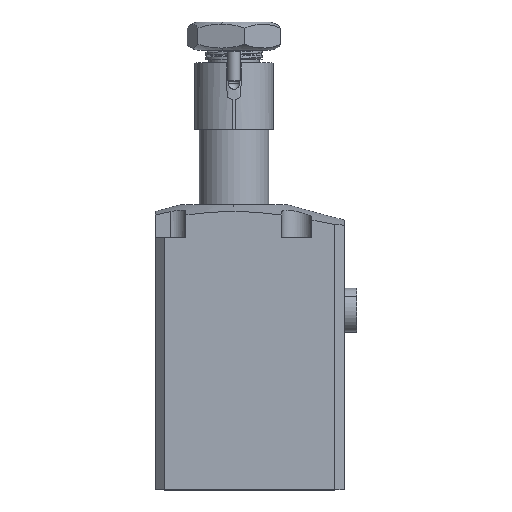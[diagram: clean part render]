
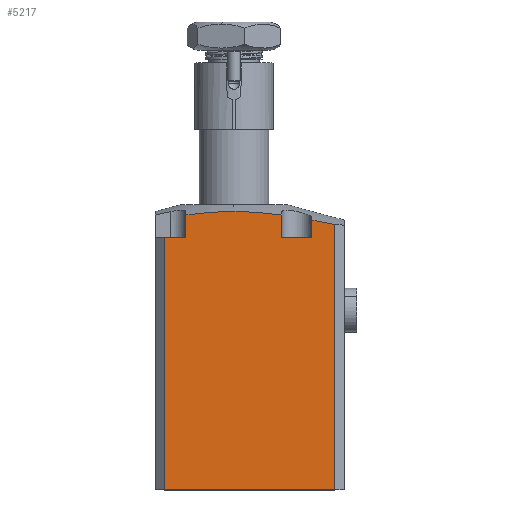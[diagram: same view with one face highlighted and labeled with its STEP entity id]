
A CAD part, top view. The second image highlights one B-rep face of the part: STEP entity #5217.
In plain terms, the highlighted planar face has unit normal (0, 0, 1).
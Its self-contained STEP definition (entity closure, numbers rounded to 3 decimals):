
#59 = EDGE_CURVE ( 'NONE', #1148, #5425, #6186, .T. ) ;
#132 = VECTOR ( 'NONE', #1674, 1000. ) ;
#137 = EDGE_CURVE ( 'NONE', #4006, #5425, #4353, .T. ) ;
#198 = CARTESIAN_POINT ( 'NONE',  ( 2.535, -63.979, 25. ) ) ;
#336 = VERTEX_POINT ( 'NONE', #5779 ) ;
#430 = CARTESIAN_POINT ( 'NONE',  ( -2.549, -63.979, 25. ) ) ;
#499 = EDGE_CURVE ( 'NONE', #2080, #6031, #4346, .T. ) ;
#684 = LINE ( 'NONE', #3641, #6074 ) ;
#708 = CARTESIAN_POINT ( 'NONE',  ( 0., -63.979, 25. ) ) ;
#727 = CARTESIAN_POINT ( 'NONE',  ( 12.71, -64.789, 25. ) ) ;
#729 = EDGE_LOOP ( 'NONE', ( #5005, #5474, #4076, #6034, #3352, #5795, #3949, #3011, #775, #3404, #3574 ) ) ;
#775 = ORIENTED_EDGE ( 'NONE', *, *, #137, .F. ) ;
#825 = EDGE_CURVE ( 'NONE', #2080, #336, #2436, .T. ) ;
#1057 = CARTESIAN_POINT ( 'NONE',  ( 32., -152.335, 25. ) ) ;
#1094 = EDGE_CURVE ( 'NONE', #4796, #1433, #5043, .T. ) ;
#1104 = VERTEX_POINT ( 'NONE', #2823 ) ;
#1133 = CARTESIAN_POINT ( 'NONE',  ( 32., -152.335, 25. ) ) ;
#1148 = VERTEX_POINT ( 'NONE', #4354 ) ;
#1149 = PLANE ( 'NONE',  #2003 ) ;
#1161 = CARTESIAN_POINT ( 'NONE',  ( -25., -72.335, 25. ) ) ;
#1222 = VECTOR ( 'NONE', #2640, 1000. ) ;
#1425 = CARTESIAN_POINT ( 'NONE',  ( 24.75, -152.335, 25. ) ) ;
#1433 = VERTEX_POINT ( 'NONE', #1133 ) ;
#1638 = CARTESIAN_POINT ( 'NONE',  ( 29.589, -67.652, 25. ) ) ;
#1670 = EDGE_CURVE ( 'NONE', #3793, #336, #2198, .T. ) ;
#1674 = DIRECTION ( 'NONE',  ( -1., 0., 0. ) ) ;
#1717 = EDGE_CURVE ( 'NONE', #4006, #5952, #684, .T. ) ;
#1968 = CARTESIAN_POINT ( 'NONE',  ( 0., -63.979, 25. ) ) ;
#2003 = AXIS2_PLACEMENT_3D ( 'NONE', #2167, #4162, #4137 ) ;
#2049 = CARTESIAN_POINT ( 'NONE',  ( -22., -72.335, 25. ) ) ;
#2080 = VERTEX_POINT ( 'NONE', #5270 ) ;
#2104 = CARTESIAN_POINT ( 'NONE',  ( -15.25, -152.335, 25. ) ) ;
#2167 = CARTESIAN_POINT ( 'NONE',  ( -25., -152.335, 25. ) ) ;
#2198 = LINE ( 'NONE', #5084, #3061 ) ;
#2211 = B_SPLINE_CURVE_WITH_KNOTS ( 'NONE', 3,
 ( #5144, #1638, #5168, #4074 ),
 .UNSPECIFIED., .F., .F.,
 ( 4, 4 ),
 ( 0.108, 0.115 ),
 .UNSPECIFIED. ) ;
#2436 = LINE ( 'NONE', #1161, #132 ) ;
#2440 = CARTESIAN_POINT ( 'NONE',  ( -15.25, -65.127, 25. ) ) ;
#2479 = CARTESIAN_POINT ( 'NONE',  ( -12.715, -64.773, 25. ) ) ;
#2508 = VECTOR ( 'NONE', #4860, 1000. ) ;
#2520 = CARTESIAN_POINT ( 'NONE',  ( -15.25, -65.127, 25. ) ) ;
#2640 = DIRECTION ( 'NONE',  ( 0., -1., 0. ) ) ;
#2823 = CARTESIAN_POINT ( 'NONE',  ( 32., -68.161, 25. ) ) ;
#3011 = ORIENTED_EDGE ( 'NONE', *, *, #59, .T. ) ;
#3043 = DIRECTION ( 'NONE',  ( 0., -1., 0. ) ) ;
#3054 = VECTOR ( 'NONE', #5641, 1000. ) ;
#3061 = VECTOR ( 'NONE', #3043, 1000. ) ;
#3064 = DIRECTION ( 'NONE',  ( -1., 0., 0. ) ) ;
#3114 = CARTESIAN_POINT ( 'NONE',  ( 15.25, -65.127, 25. ) ) ;
#3352 = ORIENTED_EDGE ( 'NONE', *, *, #825, .T. ) ;
#3397 = DIRECTION ( 'NONE',  ( 0., 1., 0. ) ) ;
#3404 = ORIENTED_EDGE ( 'NONE', *, *, #1717, .T. ) ;
#3574 = ORIENTED_EDGE ( 'NONE', *, *, #4529, .T. ) ;
#3641 = CARTESIAN_POINT ( 'NONE',  ( -25., -72.335, 25. ) ) ;
#3665 = CARTESIAN_POINT ( 'NONE',  ( 24.75, -66.707, 25. ) ) ;
#3708 = CARTESIAN_POINT ( 'NONE',  ( -15.25, -72.335, 25. ) ) ;
#3788 = CARTESIAN_POINT ( 'NONE',  ( 13.982, -64.95, 25. ) ) ;
#3793 = VERTEX_POINT ( 'NONE', #3114 ) ;
#3890 = FACE_OUTER_BOUND ( 'NONE', #729, .T. ) ;
#3912 = EDGE_CURVE ( 'NONE', #1433, #1104, #4163, .T. ) ;
#3913 = LINE ( 'NONE', #5129, #1222 ) ;
#3949 = ORIENTED_EDGE ( 'NONE', *, *, #4627, .T. ) ;
#4006 = VERTEX_POINT ( 'NONE', #3708 ) ;
#4026 = VECTOR ( 'NONE', #6201, 1000. ) ;
#4074 = CARTESIAN_POINT ( 'NONE',  ( 24.75, -66.707, 25. ) ) ;
#4076 = ORIENTED_EDGE ( 'NONE', *, *, #5628, .T. ) ;
#4137 = DIRECTION ( 'NONE',  ( 1., 0., 0. ) ) ;
#4162 = DIRECTION ( 'NONE',  ( 0., 0., 1. ) ) ;
#4163 = LINE ( 'NONE', #1057, #3054 ) ;
#4285 = CARTESIAN_POINT ( 'NONE',  ( 5.075, -64.085, 25. ) ) ;
#4346 = LINE ( 'NONE', #1425, #5145 ) ;
#4353 = LINE ( 'NONE', #2104, #4026 ) ;
#4354 = CARTESIAN_POINT ( 'NONE',  ( 0., -63.979, 25. ) ) ;
#4529 = EDGE_CURVE ( 'NONE', #5952, #4796, #3913, .T. ) ;
#4627 = EDGE_CURVE ( 'NONE', #3793, #1148, #5093, .T. ) ;
#4795 = CARTESIAN_POINT ( 'NONE',  ( 8.89, -64.383, 25. ) ) ;
#4796 = VERTEX_POINT ( 'NONE', #6012 ) ;
#4860 = DIRECTION ( 'NONE',  ( 1., 0., 0. ) ) ;
#5005 = ORIENTED_EDGE ( 'NONE', *, *, #1094, .T. ) ;
#5043 = LINE ( 'NONE', #5370, #2508 ) ;
#5045 = CARTESIAN_POINT ( 'NONE',  ( -10.177, -64.483, 25. ) ) ;
#5084 = CARTESIAN_POINT ( 'NONE',  ( 15.25, -152.335, 25. ) ) ;
#5093 = B_SPLINE_CURVE_WITH_KNOTS ( 'NONE', 3,
 ( #5765, #3788, #727, #6267, #4795, #4285, #198, #708 ),
 .UNSPECIFIED., .F., .F.,
 ( 4, 2, 2, 4 ),
 ( 0.125, 0.129, 0.133, 0.14 ),
 .UNSPECIFIED. ) ;
#5129 = CARTESIAN_POINT ( 'NONE',  ( -22., -152.335, 25. ) ) ;
#5144 = CARTESIAN_POINT ( 'NONE',  ( 32., -68.161, 25. ) ) ;
#5145 = VECTOR ( 'NONE', #3397, 1000. ) ;
#5168 = CARTESIAN_POINT ( 'NONE',  ( 27.173, -67.163, 25. ) ) ;
#5217 = ADVANCED_FACE ( 'NONE', ( #3890 ), #1149, .T. ) ;
#5270 = CARTESIAN_POINT ( 'NONE',  ( 24.75, -72.335, 25. ) ) ;
#5370 = CARTESIAN_POINT ( 'NONE',  ( -25., -152.335, 25. ) ) ;
#5425 = VERTEX_POINT ( 'NONE', #2440 ) ;
#5474 = ORIENTED_EDGE ( 'NONE', *, *, #3912, .T. ) ;
#5575 = CARTESIAN_POINT ( 'NONE',  ( -5.094, -64.086, 25. ) ) ;
#5628 = EDGE_CURVE ( 'NONE', #1104, #6031, #2211, .T. ) ;
#5641 = DIRECTION ( 'NONE',  ( 0., 1., 0. ) ) ;
#5765 = CARTESIAN_POINT ( 'NONE',  ( 15.25, -65.127, 25. ) ) ;
#5779 = CARTESIAN_POINT ( 'NONE',  ( 15.25, -72.335, 25. ) ) ;
#5795 = ORIENTED_EDGE ( 'NONE', *, *, #1670, .F. ) ;
#5952 = VERTEX_POINT ( 'NONE', #2049 ) ;
#6012 = CARTESIAN_POINT ( 'NONE',  ( -22., -152.335, 25. ) ) ;
#6031 = VERTEX_POINT ( 'NONE', #3665 ) ;
#6034 = ORIENTED_EDGE ( 'NONE', *, *, #499, .F. ) ;
#6074 = VECTOR ( 'NONE', #3064, 1000. ) ;
#6186 = B_SPLINE_CURVE_WITH_KNOTS ( 'NONE', 3,
 ( #1968, #430, #5575, #5045, #2479, #2520 ),
 .UNSPECIFIED., .F., .F.,
 ( 4, 2, 4 ),
 ( 0.14, 0.148, 0.156 ),
 .UNSPECIFIED. ) ;
#6201 = DIRECTION ( 'NONE',  ( 0., 1., 0. ) ) ;
#6267 = CARTESIAN_POINT ( 'NONE',  ( 10.163, -64.505, 25. ) ) ;
